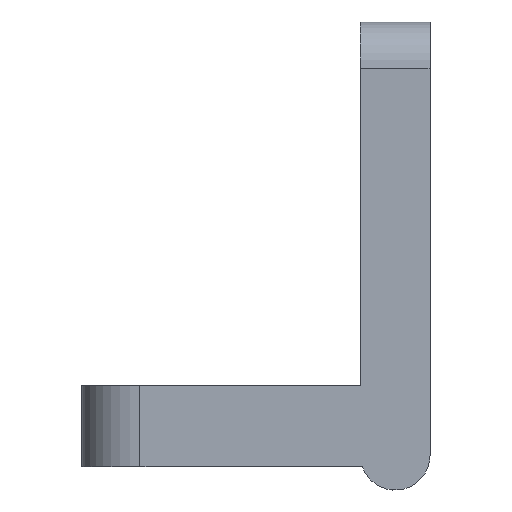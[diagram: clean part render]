
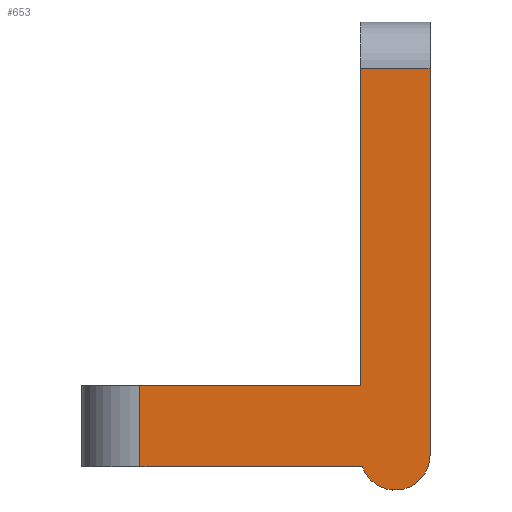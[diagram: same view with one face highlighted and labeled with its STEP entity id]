
A CAD part, left-side view. The second image highlights one B-rep face of the part: STEP entity #653.
In plain terms, the highlighted planar face has unit normal (-1, 0, 0).
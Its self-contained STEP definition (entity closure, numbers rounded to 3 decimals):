
#31=PLANE('',#723);
#55=FACE_OUTER_BOUND('',#91,.T.);
#91=EDGE_LOOP('',(#537,#538,#539,#540,#541,#542,#543));
#110=LINE('',#944,#178);
#118=LINE('',#962,#186);
#122=LINE('',#999,#190);
#148=LINE('',#1069,#216);
#157=LINE('',#1090,#225);
#162=LINE('',#1105,#230);
#178=VECTOR('',#754,10.);
#186=VECTOR('',#766,10.);
#190=VECTOR('',#786,10.);
#216=VECTOR('',#838,10.);
#225=VECTOR('',#863,10.);
#230=VECTOR('',#878,10.);
#267=CIRCLE('',#724,1.5);
#271=VERTEX_POINT('',#937);
#274=VERTEX_POINT('',#942);
#282=VERTEX_POINT('',#960);
#289=VERTEX_POINT('',#998);
#320=VERTEX_POINT('',#1067);
#323=VERTEX_POINT('',#1087);
#324=VERTEX_POINT('',#1089);
#338=EDGE_CURVE('',#274,#271,#110,.T.);
#347=EDGE_CURVE('',#282,#274,#118,.T.);
#356=EDGE_CURVE('',#271,#289,#122,.T.);
#391=EDGE_CURVE('',#282,#320,#148,.T.);
#403=EDGE_CURVE('',#324,#323,#157,.T.);
#411=EDGE_CURVE('',#324,#320,#162,.T.);
#412=EDGE_CURVE('',#289,#323,#267,.T.);
#537=ORIENTED_EDGE('',*,*,#338,.F.);
#538=ORIENTED_EDGE('',*,*,#347,.F.);
#539=ORIENTED_EDGE('',*,*,#391,.T.);
#540=ORIENTED_EDGE('',*,*,#411,.F.);
#541=ORIENTED_EDGE('',*,*,#403,.T.);
#542=ORIENTED_EDGE('',*,*,#412,.F.);
#543=ORIENTED_EDGE('',*,*,#356,.F.);
#653=ADVANCED_FACE('',(#55),#31,.T.);
#723=AXIS2_PLACEMENT_3D('',#1104,#876,#877);
#724=AXIS2_PLACEMENT_3D('',#1106,#879,#880);
#754=DIRECTION('',(0.,-1.,0.));
#766=DIRECTION('',(0.,0.,1.));
#786=DIRECTION('',(0.,0.,-1.));
#838=DIRECTION('',(0.,1.,0.));
#863=DIRECTION('',(0.,-1.,0.));
#876=DIRECTION('center_axis',(-1.,0.,0.));
#877=DIRECTION('ref_axis',(0.,0.,1.));
#878=DIRECTION('',(0.,0.,1.));
#879=DIRECTION('center_axis',(1.,0.,0.));
#880=DIRECTION('ref_axis',(0.,-0.707,-0.707));
#937=CARTESIAN_POINT('',(-27.445,14.699,-51.272));
#942=CARTESIAN_POINT('',(-27.445,17.699,-51.272));
#944=CARTESIAN_POINT('',(-27.445,14.699,-51.272));
#960=CARTESIAN_POINT('',(-27.445,17.699,-64.948));
#962=CARTESIAN_POINT('',(-27.445,17.699,-49.272));
#998=CARTESIAN_POINT('',(-27.445,14.699,-67.948));
#999=CARTESIAN_POINT('',(-27.445,14.699,-49.272));
#1067=CARTESIAN_POINT('',(-27.445,27.199,-64.948));
#1069=CARTESIAN_POINT('',(-27.445,17.699,-64.948));
#1087=CARTESIAN_POINT('',(-27.445,17.613,-68.448));
#1089=CARTESIAN_POINT('',(-27.445,27.199,-68.448));
#1090=CARTESIAN_POINT('',(-27.445,17.699,-68.448));
#1104=CARTESIAN_POINT('Origin',(-27.445,14.699,-70.448));
#1105=CARTESIAN_POINT('',(-27.445,27.199,-68.448));
#1106=CARTESIAN_POINT('Origin',(-27.445,16.199,-67.948));
